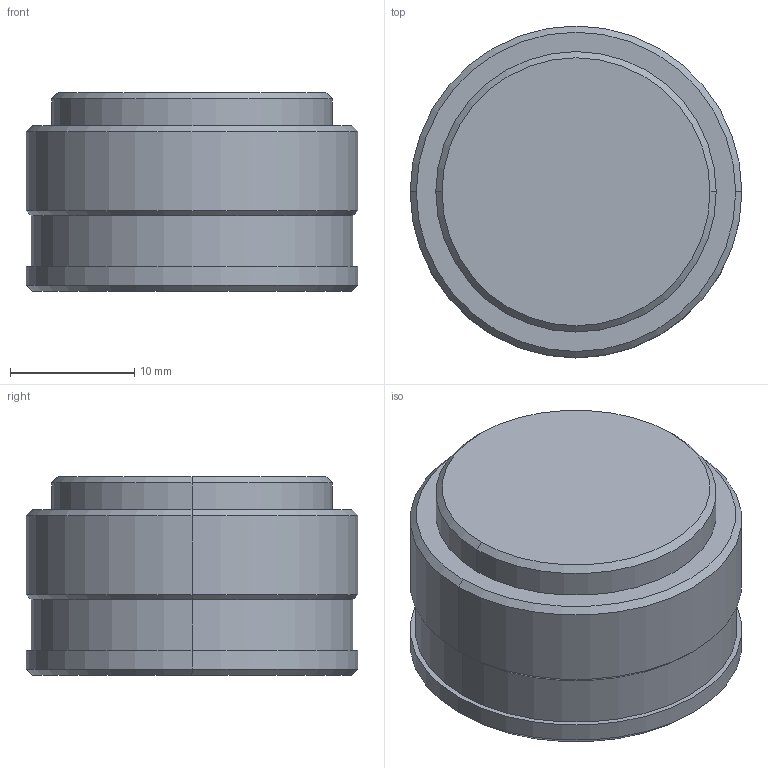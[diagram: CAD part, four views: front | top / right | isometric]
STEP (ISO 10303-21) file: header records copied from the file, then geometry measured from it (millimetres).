
FILE_DESCRIPTION (( 'STEP AP203' ), '1' );
FILE_NAME ('66175.STEP', '2019-03-04T07:07:10', ( 'User' ), ( 'china' ), 'SwSTEP 2.0', 'SolidWorks 2015', '' );
FILE_SCHEMA (( 'CONFIG_CONTROL_DESIGN' ));
Length unit declared in the file: millimetre
Products named in the file (1): 66175
Bounding box: 26.74 x 26.74 x 16 mm (x, y, z)
Volume: 8389.9 mm3; surface area: 2397.9 mm2
Topology: 1 solids, 1 shells, 20 faces, 38 edges, 22 vertices
Faces by surface type: cone 8, cylinder 8, plane 4
Entity records: 581 total; most frequent: DIRECTION 102, CARTESIAN_POINT 81, ORIENTED_EDGE 76, AXIS2_PLACEMENT_3D 43, EDGE_CURVE 38, VERTEX_POINT 22, EDGE_LOOP 22, CIRCLE 22
